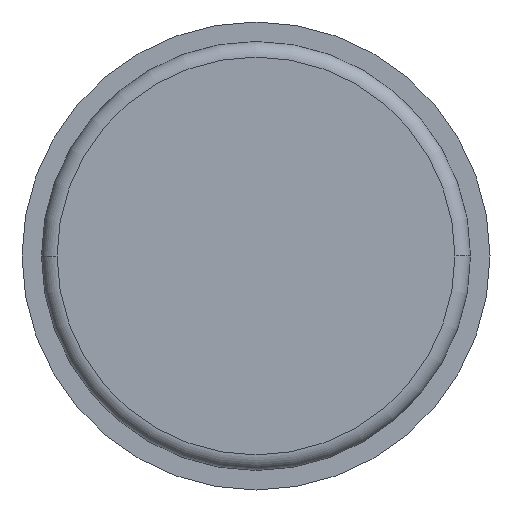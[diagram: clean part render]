
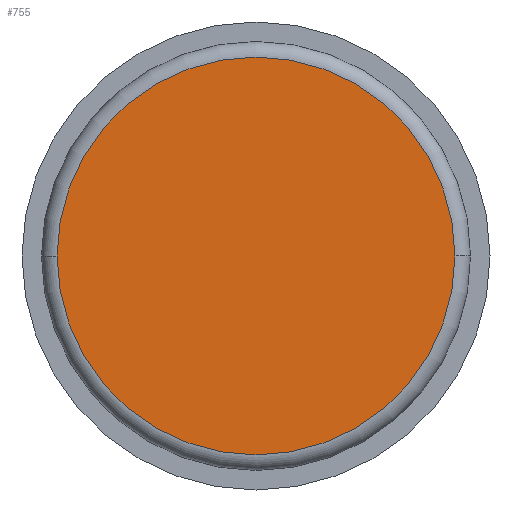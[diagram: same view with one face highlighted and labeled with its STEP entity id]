
A CAD part, front view. The second image highlights one B-rep face of the part: STEP entity #755.
In plain terms, the highlighted planar face has unit normal (0, -1, 0).
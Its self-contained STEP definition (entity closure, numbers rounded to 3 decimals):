
#109 = DIRECTION ( 'NONE',  ( 0., -1., 0. ) ) ;
#155 = CARTESIAN_POINT ( 'NONE',  ( 0., -95., 0. ) ) ;
#274 = AXIS2_PLACEMENT_3D ( 'NONE', #155, #2020, #1851 ) ;
#325 = CARTESIAN_POINT ( 'NONE',  ( 25.5, -95., 0. ) ) ;
#366 = CARTESIAN_POINT ( 'NONE',  ( -25.5, -95., 0. ) ) ;
#377 = EDGE_LOOP ( 'NONE', ( #2163, #1502 ) ) ;
#463 = DIRECTION ( 'NONE',  ( 1., 0., 0. ) ) ;
#500 = PLANE ( 'NONE',  #595 ) ;
#595 = AXIS2_PLACEMENT_3D ( 'NONE', #1508, #109, #463 ) ;
#706 = FACE_OUTER_BOUND ( 'NONE', #377, .T. ) ;
#755 = ADVANCED_FACE ( 'NONE', ( #706 ), #500, .T. ) ;
#1241 = AXIS2_PLACEMENT_3D ( 'NONE', #1707, #1989, #1741 ) ;
#1347 = EDGE_CURVE ( 'NONE', #1716, #1528, #2048, .T. ) ;
#1502 = ORIENTED_EDGE ( 'NONE', *, *, #1347, .F. ) ;
#1508 = CARTESIAN_POINT ( 'NONE',  ( -25.5, -95., 0. ) ) ;
#1528 = VERTEX_POINT ( 'NONE', #366 ) ;
#1658 = EDGE_CURVE ( 'NONE', #1528, #1716, #1779, .T. ) ;
#1707 = CARTESIAN_POINT ( 'NONE',  ( 0., -95., 0. ) ) ;
#1716 = VERTEX_POINT ( 'NONE', #325 ) ;
#1741 = DIRECTION ( 'NONE',  ( -1., 0., 0. ) ) ;
#1779 = CIRCLE ( 'NONE', #274, 25.5 ) ;
#1851 = DIRECTION ( 'NONE',  ( -1., 0., 0. ) ) ;
#1989 = DIRECTION ( 'NONE',  ( 0., 1., 0. ) ) ;
#2020 = DIRECTION ( 'NONE',  ( 0., 1., 0. ) ) ;
#2048 = CIRCLE ( 'NONE', #1241, 25.5 ) ;
#2163 = ORIENTED_EDGE ( 'NONE', *, *, #1658, .F. ) ;
